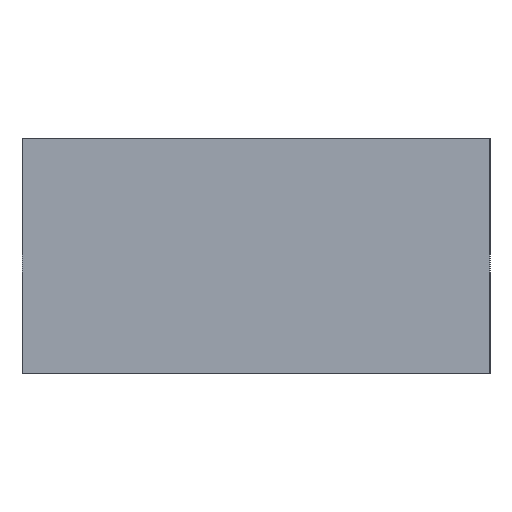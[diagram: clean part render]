
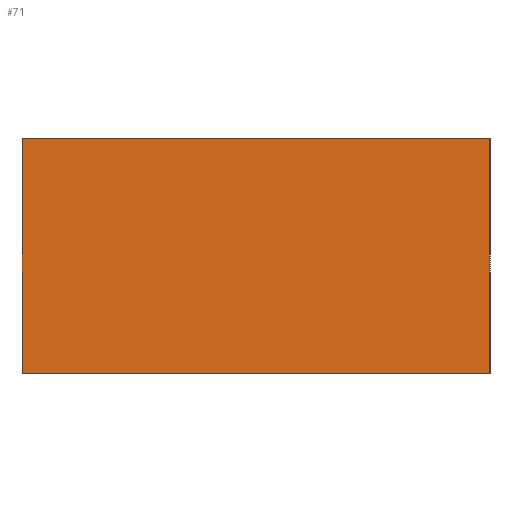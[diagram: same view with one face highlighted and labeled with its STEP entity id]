
A CAD part, left-side view. The second image highlights one B-rep face of the part: STEP entity #71.
In plain terms, the highlighted planar face has unit normal (-1, 0, 0).
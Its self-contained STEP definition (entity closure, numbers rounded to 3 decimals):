
#11=CARTESIAN_POINT('POINT3',(0.,0.,0.));
#12=VERTEX_POINT('VERTEX3',#11);
#19=CARTESIAN_POINT('POINT4',(0.,3000.,0.));
#20=VERTEX_POINT('VERTEX4',#19);
#21=CARTESIAN_POINT('POS3',(0.,1500.,0.));
#22=DIRECTION('DIR3',(0.,-1.,0.));
#23=VECTOR('VEC3',#22,25.4);
#24=LINE('STRAIGHT3',#21,#23);
#25=EDGE_CURVE('EDGE3',#20,#12,#24,.T.);
#41=CARTESIAN_POINT('POINT5',(0.,0.,1500.));
#42=VERTEX_POINT('VERTEX5',#41);
#43=CARTESIAN_POINT('POS6',(0.,0.,0.));
#44=DIRECTION('DIR7',(0.,0.,1.));
#45=VECTOR('VEC5',#44,25.4);
#46=LINE('STRAIGHT5',#43,#45);
#47=EDGE_CURVE('EDGE5',#12,#42,#46,.T.);
#48=ORIENTED_EDGE('COEDGE5',*,*,#47,.T.);
#49=CARTESIAN_POINT('POINT6',(0.,3000.,1500.));
#50=VERTEX_POINT('VERTEX6',#49);
#51=CARTESIAN_POINT('POS7',(0.,1500.,1500.));
#52=DIRECTION('DIR8',(0.,1.,0.));
#53=VECTOR('VEC6',#52,25.4);
#54=LINE('STRAIGHT6',#51,#53);
#55=EDGE_CURVE('EDGE6',#42,#50,#54,.T.);
#56=ORIENTED_EDGE('COEDGE6',*,*,#55,.T.);
#57=CARTESIAN_POINT('POS8',(0.,3000.,0.));
#58=DIRECTION('DIR9',(0.,0.,1.));
#59=VECTOR('VEC7',#58,25.4);
#60=LINE('STRAIGHT7',#57,#59);
#61=EDGE_CURVE('EDGE7',#20,#50,#60,.T.);
#62=ORIENTED_EDGE('COEDGE7',*,*,#61,.F.);
#63=ORIENTED_EDGE('COEDGE8',*,*,#25,.T.);
#64=EDGE_LOOP('NONE',(#48,#56,#62,#63));
#65=FACE_BOUND('LOOP1',#64,.T.);
#66=CARTESIAN_POINT('POS9',(0.,1500.,0.));
#67=DIRECTION('DIR10',(-1.,0.,0.));
#68=DIRECTION('DIR11',(0.,1.,0.));
#69=AXIS2_PLACEMENT_3D('AXIS2',#66,#67,#68);
#70=PLANE('PLANE2',#69);
#71=ADVANCED_FACE('FACE2',(#65),#70,.T.);
